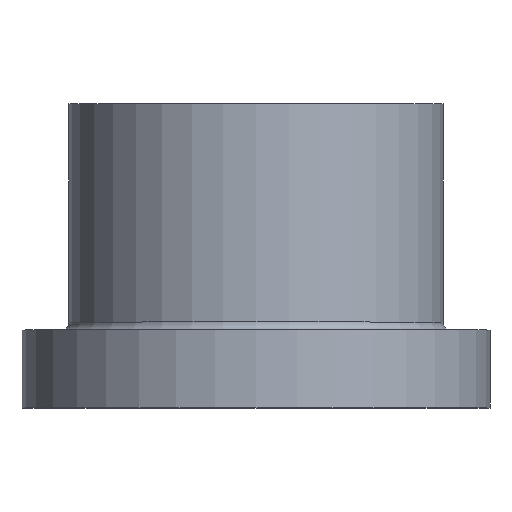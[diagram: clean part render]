
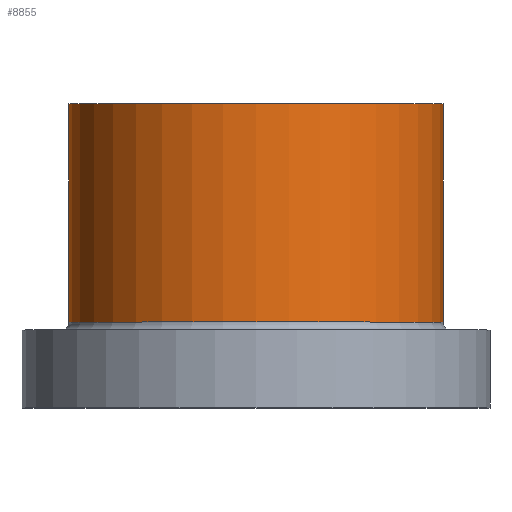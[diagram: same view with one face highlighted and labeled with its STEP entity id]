
A CAD part, top view. The second image highlights one B-rep face of the part: STEP entity #8855.
In plain terms, the highlighted cylindrical face has radius 12 mm (diameter 24 mm), a partial arc.
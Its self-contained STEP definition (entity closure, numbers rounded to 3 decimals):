
#17 = DIRECTION ( 'NONE',  ( 1., 0., 0. ) ) ;
#506 = CARTESIAN_POINT ( 'NONE',  ( 0., 19.5, 0. ) ) ;
#675 = ORIENTED_EDGE ( 'NONE', *, *, #10480, .T. ) ;
#933 = CARTESIAN_POINT ( 'NONE',  ( -12., 19.5, 0. ) ) ;
#1134 = AXIS2_PLACEMENT_3D ( 'NONE', #506, #2571, #12497 ) ;
#1354 = VERTEX_POINT ( 'NONE', #8877 ) ;
#1694 = CYLINDRICAL_SURFACE ( 'NONE', #11652, 12. ) ;
#1907 = DIRECTION ( 'NONE',  ( 0., 1., 0. ) ) ;
#1920 = VERTEX_POINT ( 'NONE', #12499 ) ;
#2073 = CARTESIAN_POINT ( 'NONE',  ( 0., 5.5, 0. ) ) ;
#2135 = VERTEX_POINT ( 'NONE', #9703 ) ;
#2472 = CARTESIAN_POINT ( 'NONE',  ( 12., 19.5, 0. ) ) ;
#2570 = CARTESIAN_POINT ( 'NONE',  ( -12., 5.5, 0. ) ) ;
#2571 = DIRECTION ( 'NONE',  ( 0., 1., 0. ) ) ;
#4004 = DIRECTION ( 'NONE',  ( -1., 0., 0. ) ) ;
#4769 = EDGE_LOOP ( 'NONE', ( #675, #8769, #5460, #5883 ) ) ;
#5167 = EDGE_CURVE ( 'NONE', #2135, #1920, #6213, .T. ) ;
#5460 = ORIENTED_EDGE ( 'NONE', *, *, #9446, .F. ) ;
#5548 = LINE ( 'NONE', #933, #9435 ) ;
#5883 = ORIENTED_EDGE ( 'NONE', *, *, #12534, .F. ) ;
#5899 = FACE_OUTER_BOUND ( 'NONE', #4769, .T. ) ;
#5967 = CARTESIAN_POINT ( 'NONE',  ( 0., 19.5, 0. ) ) ;
#6213 = LINE ( 'NONE', #2472, #9956 ) ;
#6401 = AXIS2_PLACEMENT_3D ( 'NONE', #2073, #10944, #17 ) ;
#7415 = VERTEX_POINT ( 'NONE', #2570 ) ;
#8494 = CIRCLE ( 'NONE', #6401, 12. ) ;
#8678 = CIRCLE ( 'NONE', #1134, 12. ) ;
#8769 = ORIENTED_EDGE ( 'NONE', *, *, #5167, .T. ) ;
#8855 = ADVANCED_FACE ( 'NONE', ( #5899 ), #1694, .T. ) ;
#8877 = CARTESIAN_POINT ( 'NONE',  ( -12., 19.5, 0. ) ) ;
#9426 = DIRECTION ( 'NONE',  ( 0., 1., 0. ) ) ;
#9435 = VECTOR ( 'NONE', #11805, 1000. ) ;
#9446 = EDGE_CURVE ( 'NONE', #1354, #1920, #8678, .T. ) ;
#9703 = CARTESIAN_POINT ( 'NONE',  ( 12., 5.5, 0. ) ) ;
#9956 = VECTOR ( 'NONE', #9426, 1000. ) ;
#10480 = EDGE_CURVE ( 'NONE', #7415, #2135, #8494, .T. ) ;
#10944 = DIRECTION ( 'NONE',  ( 0., 1., 0. ) ) ;
#11652 = AXIS2_PLACEMENT_3D ( 'NONE', #5967, #1907, #4004 ) ;
#11805 = DIRECTION ( 'NONE',  ( 0., 1., 0. ) ) ;
#12497 = DIRECTION ( 'NONE',  ( -1., 0., 0. ) ) ;
#12499 = CARTESIAN_POINT ( 'NONE',  ( 12., 19.5, 0. ) ) ;
#12534 = EDGE_CURVE ( 'NONE', #7415, #1354, #5548, .T. ) ;
